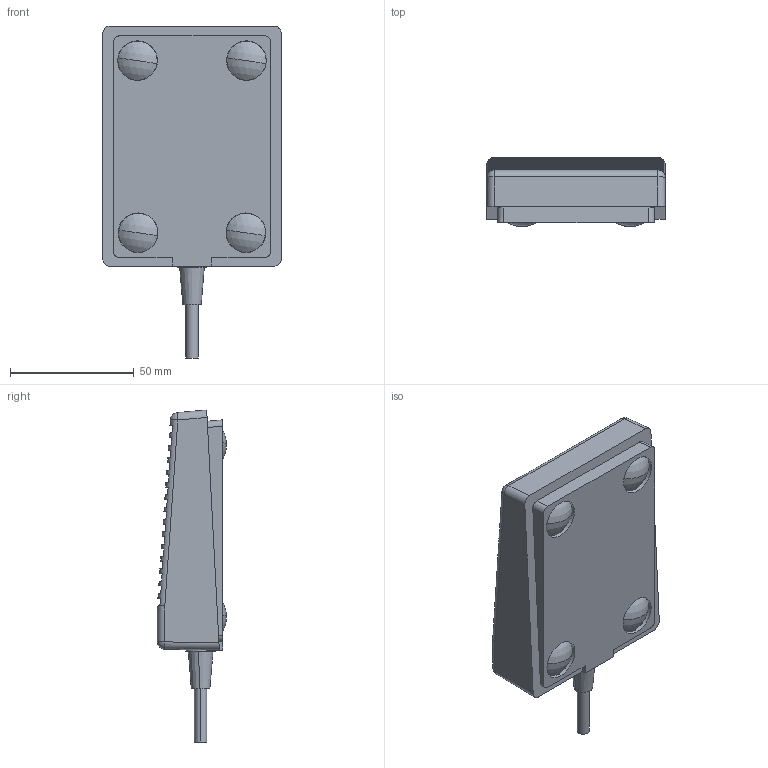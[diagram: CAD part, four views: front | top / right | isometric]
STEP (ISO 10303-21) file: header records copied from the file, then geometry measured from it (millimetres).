
FILE_DESCRIPTION(('STEP AP214'),'1');
FILE_NAME('cctmp_4FC8E951-3663-4267-9289-4970FB49C05E_2023_07_21_11_29_53_0389..stp','2023-07-21T09:29:53',('SIEMENS A&D'),('CADClick - www.CADClick.com'),'Spatial InterOp 3D postprocessed',' ','unknown authorization');
FILE_SCHEMA(('AUTOMOTIVE_DESIGN'));
Length unit declared in the file: millimetre
Products named in the file (1): 2023_07_21_11_29_53_0364
Bounding box: 72 x 27.96 x 134.05 mm (x, y, z)
Volume: 159986.5 mm3; surface area: 24566.4 mm2
Topology: 1 solids, 1 shells, 293 faces, 819 edges, 542 vertices
Faces by surface type: plane 249, cylinder 20, sphere 12, cone 12
Entity records: 10188 total; most frequent: CARTESIAN_POINT 1788, ORIENTED_EDGE 1634, DIRECTION 1455, EDGE_CURVE 817, LINE 679, VECTOR 679, VERTEX_POINT 542, AXIS2_PLACEMENT_3D 388
